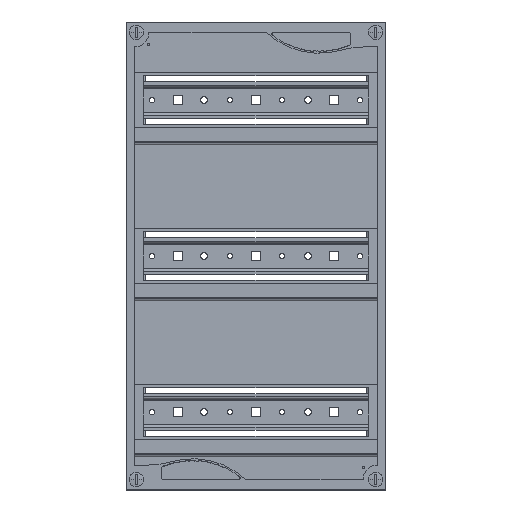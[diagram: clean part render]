
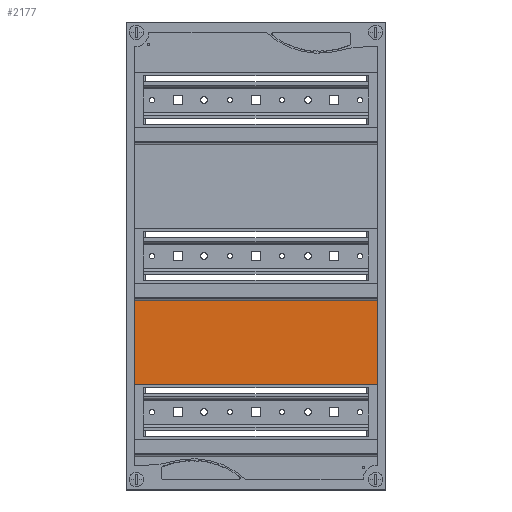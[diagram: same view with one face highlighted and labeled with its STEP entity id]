
A CAD part, top view. The second image highlights one B-rep face of the part: STEP entity #2177.
In plain terms, the highlighted planar face has unit normal (0, 0, 1).
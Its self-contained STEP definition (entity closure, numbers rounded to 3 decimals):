
#2177=ADVANCED_FACE('',(#5877),#5878,.T.);
#5877=FACE_OUTER_BOUND('',#11532,.T.);
#5878=PLANE('',#11533);
#11532=EDGE_LOOP('',(#17286,#17287,#17288,#17289));
#11533=AXIS2_PLACEMENT_3D('',#17290,#17291,#17292);
#17286=ORIENTED_EDGE('',*,*,#34527,.T.);
#17287=ORIENTED_EDGE('',*,*,#34533,.T.);
#17288=ORIENTED_EDGE('',*,*,#34534,.T.);
#17289=ORIENTED_EDGE('',*,*,#34521,.F.);
#17290=CARTESIAN_POINT('',(125.0,225.0,82.501));
#17291=DIRECTION('',(0.0,0.0,1.0));
#17292=DIRECTION('',(0.0,-1.0,0.0));
#34521=EDGE_CURVE('',#41472,#41474,#41475,.T.);
#34527=EDGE_CURVE('',#41472,#41482,#41485,.T.);
#34533=EDGE_CURVE('',#41482,#41492,#41493,.T.);
#34534=EDGE_CURVE('',#41492,#41474,#41494,.T.);
#41472=VERTEX_POINT('',#51761);
#41474=VERTEX_POINT('',#51763);
#41475=LINE('',#51764,#51765);
#41482=VERTEX_POINT('',#51775);
#41485=LINE('',#51778,#51779);
#41492=VERTEX_POINT('',#51789);
#41493=LINE('',#51790,#51791);
#41494=LINE('',#51792,#51793);
#51761=CARTESIAN_POINT('',(242.0,181.8,82.501));
#51763=CARTESIAN_POINT('',(242.0,101.8,82.501));
#51764=CARTESIAN_POINT('',(242.0,225.0,82.501));
#51765=VECTOR('',#66167,1.0);
#51775=CARTESIAN_POINT('',(8.0,181.8,82.501));
#51778=CARTESIAN_POINT('',(125.0,181.8,82.501));
#51779=VECTOR('',#66174,1.0);
#51789=CARTESIAN_POINT('',(8.0,101.8,82.501));
#51790=CARTESIAN_POINT('',(8.0,225.0,82.501));
#51791=VECTOR('',#66178,1.0);
#51792=CARTESIAN_POINT('',(125.0,101.8,82.501));
#51793=VECTOR('',#66179,1.0);
#66167=DIRECTION('',(0.0,-1.0,0.0));
#66174=DIRECTION('',(-1.0,0.0,0.0));
#66178=DIRECTION('',(0.0,-1.0,0.0));
#66179=DIRECTION('',(1.0,0.0,0.0));
